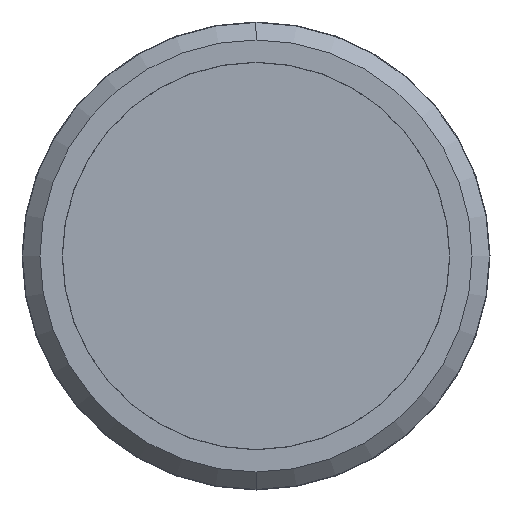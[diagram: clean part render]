
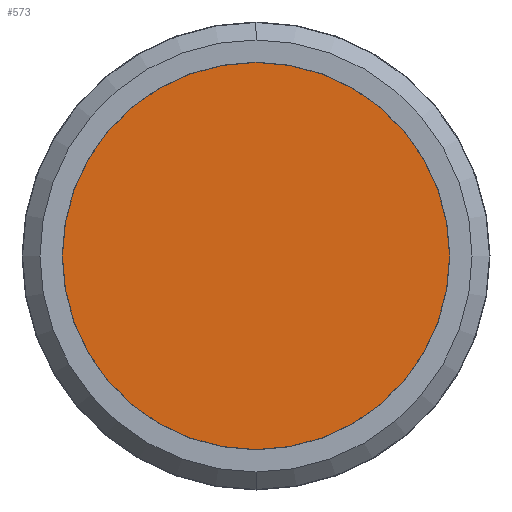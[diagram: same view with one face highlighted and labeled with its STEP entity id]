
A CAD part, front view. The second image highlights one B-rep face of the part: STEP entity #573.
In plain terms, the highlighted planar face has unit normal (0, -1, 0).
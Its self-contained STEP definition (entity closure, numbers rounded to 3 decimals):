
#573=ADVANCED_FACE('',(#1151),#1152,.T.);
#1151=FACE_OUTER_BOUND('',#1773,.T.);
#1152=PLANE('',#1774);
#1773=EDGE_LOOP('',(#3263,#3264));
#1774=AXIS2_PLACEMENT_3D('',#3265,#3266,#3267);
#3263=ORIENTED_EDGE('',*,*,#3301,.T.);
#3264=ORIENTED_EDGE('',*,*,#3855,.T.);
#3265=CARTESIAN_POINT('',(0.0,-0.01,6.204));
#3266=DIRECTION('',(0.0,-1.0,0.0));
#3267=DIRECTION('',(0.0,0.0,1.0));
#3301=EDGE_CURVE('',#3870,#3874,#3876,.T.);
#3855=EDGE_CURVE('',#3874,#3870,#4631,.T.);
#3870=VERTEX_POINT('',#4650);
#3874=VERTEX_POINT('',#4655);
#3876=CIRCLE('',#4658,12.408);
#4631=CIRCLE('',#5780,12.408);
#4650=CARTESIAN_POINT('',(0.0,-0.01,12.408));
#4655=CARTESIAN_POINT('',(0.,-0.01,-12.408));
#4658=AXIS2_PLACEMENT_3D('',#5804,#5805,#5806);
#5780=AXIS2_PLACEMENT_3D('',#6543,#6544,#6545);
#5804=CARTESIAN_POINT('',(0.0,-0.01,0.0));
#5805=DIRECTION('',(0.0,-1.0,0.0));
#5806=DIRECTION('',(0.0,0.0,1.0));
#6543=CARTESIAN_POINT('',(0.0,-0.01,0.0));
#6544=DIRECTION('',(0.0,-1.0,0.0));
#6545=DIRECTION('',(0.0,0.0,1.0));
